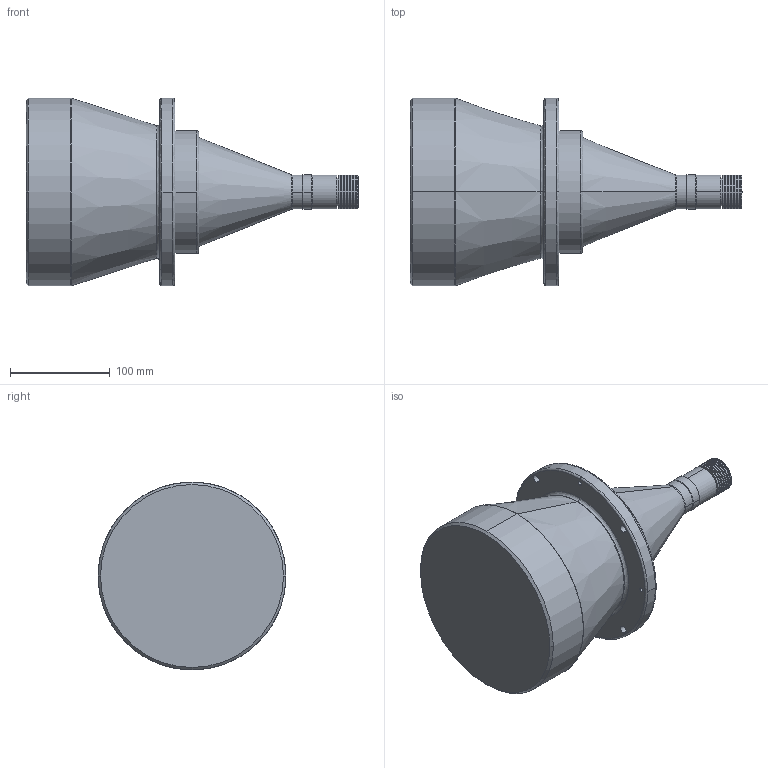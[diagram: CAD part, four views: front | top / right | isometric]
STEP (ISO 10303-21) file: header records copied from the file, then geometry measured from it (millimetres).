
FILE_DESCRIPTION (( 'STEP AP203' ), '1' );
FILE_NAME ('DTCL-150.STEP', '2019-12-02T01:42:31', ( 'Windows 蚚誧' ), ( '' ), 'SwSTEP 2.0', 'SolidWorks 2017', '' );
FILE_SCHEMA (( 'CONFIG_CONTROL_DESIGN' ));
Length unit declared in the file: millimetre
Products named in the file (1): DTCL-150
Bounding box: 332.1 x 188 x 188 mm (x, y, z)
Volume: 4201898.4 mm3; surface area: 184569.7 mm2
Topology: 1 solids, 1 shells, 101 faces, 228 edges, 146 vertices
Faces by surface type: cylinder 56, plane 19, bspline 16, cone 10
Entity records: 3659 total; most frequent: CARTESIAN_POINT 1292, DIRECTION 510, ORIENTED_EDGE 456, EDGE_CURVE 228, AXIS2_PLACEMENT_3D 222, VERTEX_POINT 146, CIRCLE 136, EDGE_LOOP 134
